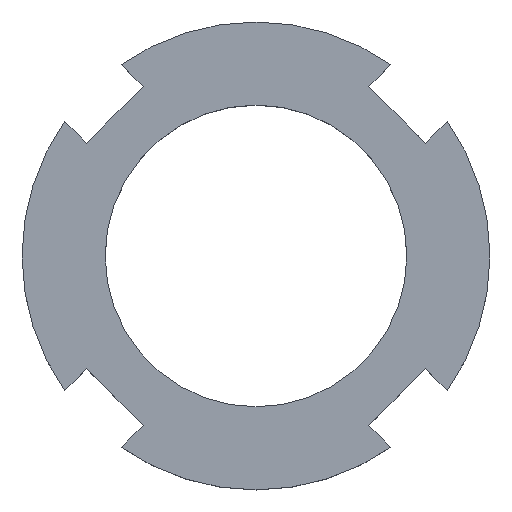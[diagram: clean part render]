
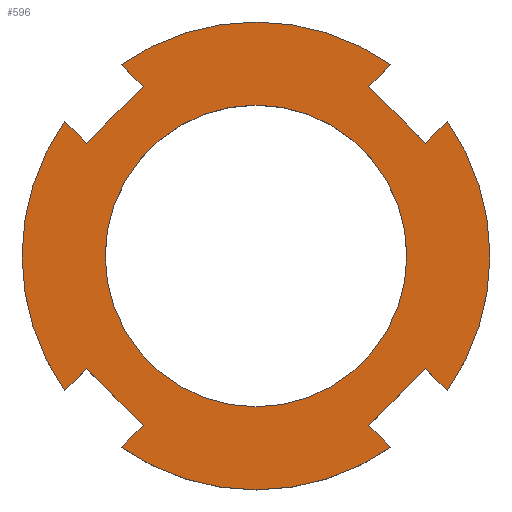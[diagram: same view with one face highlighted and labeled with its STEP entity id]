
A CAD part, top view. The second image highlights one B-rep face of the part: STEP entity #596.
In plain terms, the highlighted planar face has unit normal (0, 0, 1).
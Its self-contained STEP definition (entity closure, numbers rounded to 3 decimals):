
#143=DIRECTION('',(0.707,0.707,0.));
#144=VECTOR('',#143,2.52);
#145=CARTESIAN_POINT('',(-15.535,-10.939,7.));
#146=LINE('',#145,#144);
#147=DIRECTION('',(0.707,-0.707,0.));
#148=VECTOR('',#147,2.52);
#149=CARTESIAN_POINT('',(-15.535,10.939,7.));
#150=LINE('',#149,#148);
#151=DIRECTION('',(0.707,0.707,0.));
#152=VECTOR('',#151,6.5);
#153=CARTESIAN_POINT('',(-13.753,9.157,7.));
#154=LINE('',#153,#152);
#155=DIRECTION('',(0.707,-0.707,0.));
#156=VECTOR('',#155,2.52);
#157=CARTESIAN_POINT('',(-10.939,15.535,7.));
#158=LINE('',#157,#156);
#159=DIRECTION('',(-0.707,-0.707,0.));
#160=VECTOR('',#159,2.52);
#161=CARTESIAN_POINT('',(10.939,15.535,7.));
#162=LINE('',#161,#160);
#163=DIRECTION('',(0.707,-0.707,0.));
#164=VECTOR('',#163,6.5);
#165=CARTESIAN_POINT('',(9.157,13.753,7.));
#166=LINE('',#165,#164);
#167=DIRECTION('',(0.707,0.707,0.));
#168=VECTOR('',#167,2.52);
#169=CARTESIAN_POINT('',(13.753,9.157,7.));
#170=LINE('',#169,#168);
#171=DIRECTION('',(0.707,-0.707,0.));
#172=VECTOR('',#171,2.52);
#173=CARTESIAN_POINT('',(13.753,-9.157,7.));
#174=LINE('',#173,#172);
#175=DIRECTION('',(0.707,0.707,0.));
#176=VECTOR('',#175,6.5);
#177=CARTESIAN_POINT('',(9.157,-13.753,7.));
#178=LINE('',#177,#176);
#179=DIRECTION('',(-0.707,0.707,0.));
#180=VECTOR('',#179,2.52);
#181=CARTESIAN_POINT('',(10.939,-15.535,7.));
#182=LINE('',#181,#180);
#183=DIRECTION('',(-0.707,-0.707,0.));
#184=VECTOR('',#183,2.52);
#185=CARTESIAN_POINT('',(-9.157,-13.753,7.));
#186=LINE('',#185,#184);
#187=DIRECTION('',(0.707,-0.707,0.));
#188=VECTOR('',#187,6.5);
#189=CARTESIAN_POINT('',(-13.753,-9.157,7.));
#190=LINE('',#189,#188);
#191=CARTESIAN_POINT('',(0.,0.,7.));
#192=DIRECTION('',(0.,0.,-1.));
#193=DIRECTION('',(-1.,0.,0.));
#194=AXIS2_PLACEMENT_3D('',#191,#192,#193);
#196=CARTESIAN_POINT('',(0.,0.,7.));
#197=DIRECTION('',(0.,0.,-1.));
#198=DIRECTION('',(1.,0.,0.));
#199=AXIS2_PLACEMENT_3D('',#196,#197,#198);
#206=CARTESIAN_POINT('',(0.,0.,7.));
#207=DIRECTION('',(0.,0.,1.));
#208=DIRECTION('',(0.576,0.818,0.));
#209=AXIS2_PLACEMENT_3D('',#206,#207,#208);
#211=CARTESIAN_POINT('',(0.,0.,7.));
#212=DIRECTION('',(0.,0.,1.));
#213=DIRECTION('',(0.818,-0.576,0.));
#214=AXIS2_PLACEMENT_3D('',#211,#212,#213);
#236=CARTESIAN_POINT('',(0.,0.,7.));
#237=DIRECTION('',(0.,0.,1.));
#238=DIRECTION('',(-0.818,0.576,0.));
#239=AXIS2_PLACEMENT_3D('',#236,#237,#238);
#241=CARTESIAN_POINT('',(0.,0.,7.));
#242=DIRECTION('',(0.,0.,1.));
#243=DIRECTION('',(-0.576,-0.818,0.));
#244=AXIS2_PLACEMENT_3D('',#241,#242,#243);
#412=CARTESIAN_POINT('',(-12.25,0.,7.));
#413=CARTESIAN_POINT('',(12.25,0.,7.));
#414=VERTEX_POINT('',#412);
#415=VERTEX_POINT('',#413);
#416=CARTESIAN_POINT('',(10.939,15.535,7.));
#417=CARTESIAN_POINT('',(9.157,13.753,7.));
#418=VERTEX_POINT('',#416);
#419=VERTEX_POINT('',#417);
#420=CARTESIAN_POINT('',(13.753,9.157,7.));
#421=VERTEX_POINT('',#420);
#422=CARTESIAN_POINT('',(15.535,10.939,7.));
#423=VERTEX_POINT('',#422);
#432=CARTESIAN_POINT('',(-15.535,10.939,7.));
#433=CARTESIAN_POINT('',(-13.753,9.157,7.));
#434=VERTEX_POINT('',#432);
#435=VERTEX_POINT('',#433);
#436=CARTESIAN_POINT('',(-9.157,13.753,7.));
#437=VERTEX_POINT('',#436);
#438=CARTESIAN_POINT('',(-10.939,15.535,7.));
#439=VERTEX_POINT('',#438);
#448=CARTESIAN_POINT('',(10.939,-15.535,7.));
#449=CARTESIAN_POINT('',(9.157,-13.753,7.));
#450=VERTEX_POINT('',#448);
#451=VERTEX_POINT('',#449);
#452=CARTESIAN_POINT('',(13.753,-9.157,7.));
#453=VERTEX_POINT('',#452);
#454=CARTESIAN_POINT('',(15.535,-10.939,7.));
#455=VERTEX_POINT('',#454);
#464=CARTESIAN_POINT('',(-15.535,-10.939,7.));
#465=CARTESIAN_POINT('',(-13.753,-9.157,7.));
#466=VERTEX_POINT('',#464);
#467=VERTEX_POINT('',#465);
#468=CARTESIAN_POINT('',(-9.157,-13.753,7.));
#469=VERTEX_POINT('',#468);
#470=CARTESIAN_POINT('',(-10.939,-15.535,7.));
#471=VERTEX_POINT('',#470);
#552=CARTESIAN_POINT('',(0.,0.,7.));
#553=DIRECTION('',(0.,0.,1.));
#554=DIRECTION('',(1.,0.,0.));
#555=AXIS2_PLACEMENT_3D('',#552,#553,#554);
#556=PLANE('',#555);
#557=ORIENTED_EDGE('',*,*,#542,.F.);
#559=ORIENTED_EDGE('',*,*,#558,.F.);
#561=ORIENTED_EDGE('',*,*,#560,.T.);
#563=ORIENTED_EDGE('',*,*,#562,.T.);
#565=ORIENTED_EDGE('',*,*,#564,.F.);
#567=ORIENTED_EDGE('',*,*,#566,.F.);
#569=ORIENTED_EDGE('',*,*,#568,.T.);
#571=ORIENTED_EDGE('',*,*,#570,.T.);
#573=ORIENTED_EDGE('',*,*,#572,.T.);
#575=ORIENTED_EDGE('',*,*,#574,.F.);
#577=ORIENTED_EDGE('',*,*,#576,.F.);
#579=ORIENTED_EDGE('',*,*,#578,.F.);
#581=ORIENTED_EDGE('',*,*,#580,.F.);
#583=ORIENTED_EDGE('',*,*,#582,.F.);
#585=ORIENTED_EDGE('',*,*,#584,.F.);
#587=ORIENTED_EDGE('',*,*,#586,.F.);
#588=EDGE_LOOP('',(#557,#559,#561,#563,#565,#567,#569,#571,#573,#575,#577,#579,
#581,#583,#585,#587));
#589=FACE_OUTER_BOUND('',#588,.F.);
#591=ORIENTED_EDGE('',*,*,#590,.F.);
#593=ORIENTED_EDGE('',*,*,#592,.F.);
#594=EDGE_LOOP('',(#591,#593));
#595=FACE_BOUND('',#594,.F.);
#596=ADVANCED_FACE('',(#589,#595),#556,.T.);
#195=CIRCLE('',#194,12.25);
#200=CIRCLE('',#199,12.25);
#210=CIRCLE('',#209,19.);
#215=CIRCLE('',#214,19.);
#240=CIRCLE('',#239,19.);
#245=CIRCLE('',#244,19.);
#542=EDGE_CURVE('',#466,#467,#146,.T.);
#558=EDGE_CURVE('',#434,#466,#240,.T.);
#560=EDGE_CURVE('',#434,#435,#150,.T.);
#562=EDGE_CURVE('',#435,#437,#154,.T.);
#564=EDGE_CURVE('',#439,#437,#158,.T.);
#566=EDGE_CURVE('',#418,#439,#210,.T.);
#568=EDGE_CURVE('',#418,#419,#162,.T.);
#570=EDGE_CURVE('',#419,#421,#166,.T.);
#572=EDGE_CURVE('',#421,#423,#170,.T.);
#574=EDGE_CURVE('',#455,#423,#215,.T.);
#576=EDGE_CURVE('',#453,#455,#174,.T.);
#578=EDGE_CURVE('',#451,#453,#178,.T.);
#580=EDGE_CURVE('',#450,#451,#182,.T.);
#582=EDGE_CURVE('',#471,#450,#245,.T.);
#584=EDGE_CURVE('',#469,#471,#186,.T.);
#586=EDGE_CURVE('',#467,#469,#190,.T.);
#590=EDGE_CURVE('',#414,#415,#195,.T.);
#592=EDGE_CURVE('',#415,#414,#200,.T.);
